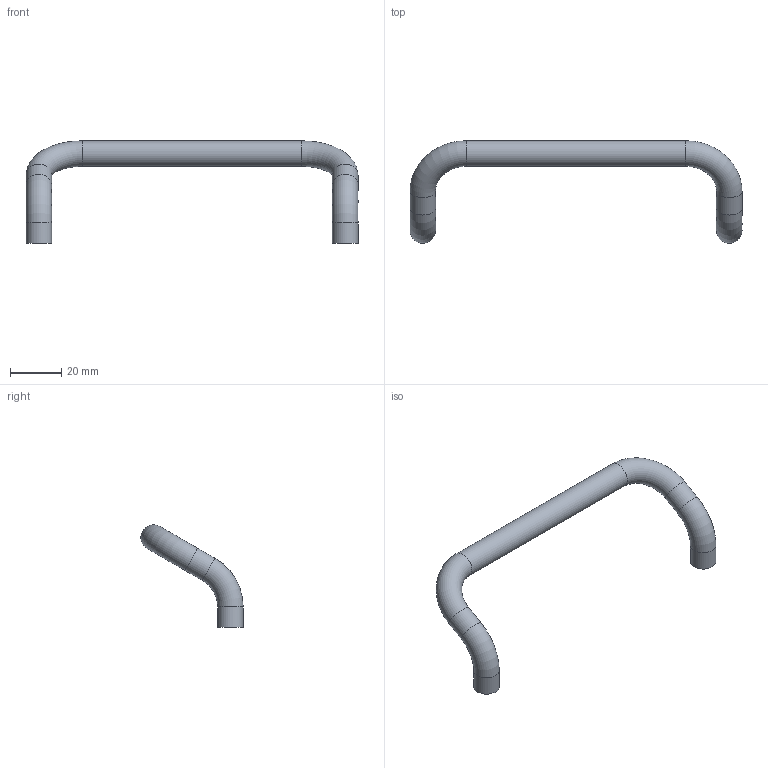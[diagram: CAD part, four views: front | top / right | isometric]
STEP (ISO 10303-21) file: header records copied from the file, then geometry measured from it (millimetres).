
FILE_DESCRIPTION(/* description */ ('Handgriff AL120 gebogen'),/* implementation_level */ '2;1');
FILE_NAME(/* name */ 'Syskomp 402750101 Handgriff AL120 gebogen.stp',/* time_stamp */ '2018-06-05T15:48:38+02:00',/* author */ ('wheldmann'),/* organization */ (''),/* preprocessor_version */ 'ST-DEVELOPER v16.1',/* originating_system */ 'Autodesk Inventor 2016',/* authorisation */ '');
FILE_SCHEMA (('AUTOMOTIVE_DESIGN { 1 0 10303 214 3 1 1 }'));
Length unit declared in the file: millimetre
Products named in the file (1): 402750101 Handgriff AL120 gebogen
Bounding box: 130 x 40.06 x 40.07 mm (x, y, z)
Volume: 15813.5 mm3; surface area: 7042.1 mm2
Topology: 1 solids, 1 shells, 15 faces, 35 edges, 22 vertices
Faces by surface type: cylinder 7, torus 4, cone 2, plane 2
Full cylindrical faces by diameter (mm): 4.134 x2, 10 x5
Entity records: 335 total; most frequent: DIRECTION 62, CARTESIAN_POINT 46, AXIS2_PLACEMENT_3D 31, ORIENTED_EDGE 30, EDGE_LOOP 28, FACE_OUTER_BOUND 15, CIRCLE 15, VERTEX_POINT 15
